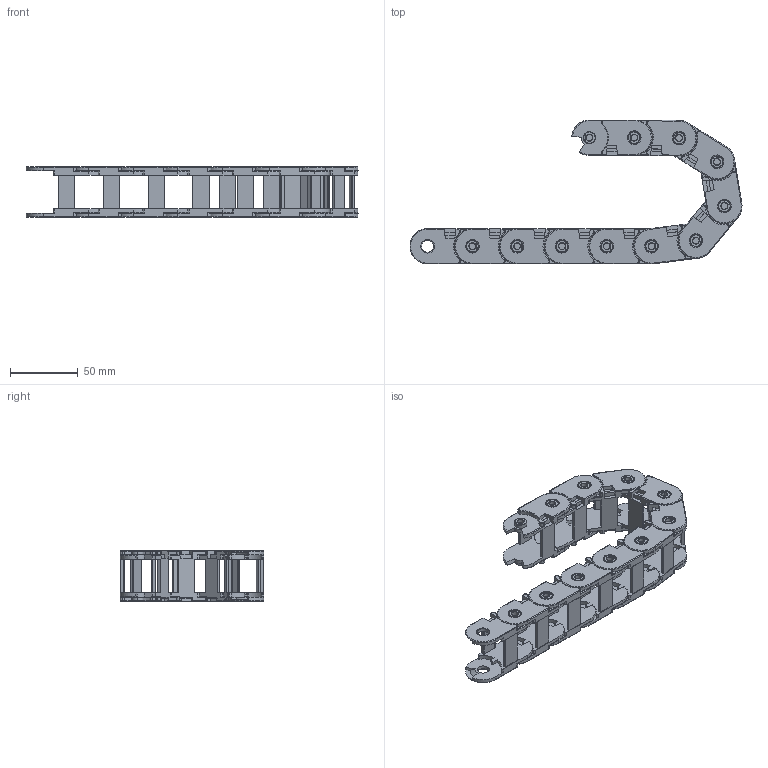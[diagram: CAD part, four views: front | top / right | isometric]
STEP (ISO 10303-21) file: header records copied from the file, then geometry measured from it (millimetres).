
FILE_DESCRIPTION (( 'STEP AP214' ), '1' );
FILE_NAME ('CK20-F025-R040-J.STEP', '2019-09-02T13:23:27', ( '' ), ( '' ), 'SwSTEP 2.0', 'SolidWorks 2017', '' );
FILE_SCHEMA (( 'AUTOMOTIVE_DESIGN' ));
Length unit declared in the file: millimetre
Products named in the file (2): CK20-F025-R040-J; CK20-F025-R040
Assembly tree (11 placements, depth 2):
  CK20-F025-R040-J
    CK20-F025-R040  x11
Bounding box: 244.65 x 106 x 37 mm (x, y, z)
Volume: 114248.8 mm3; surface area: 90852.4 mm2
Topology: 11 solids, 11 shells, 1705 faces, 4455 edges, 2816 vertices
Faces by surface type: cylinder 748, plane 550, torus 297, bspline 44, sphere 44, cone 22
Entity records: 5038 total; most frequent: CARTESIAN_POINT 1024, DIRECTION 894, ORIENTED_EDGE 810, EDGE_CURVE 405, AXIS2_PLACEMENT_3D 358, VERTEX_POINT 256, CIRCLE 193, LINE 178
